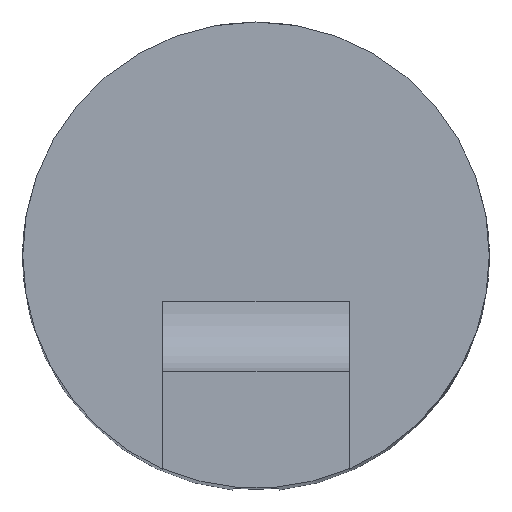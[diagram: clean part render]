
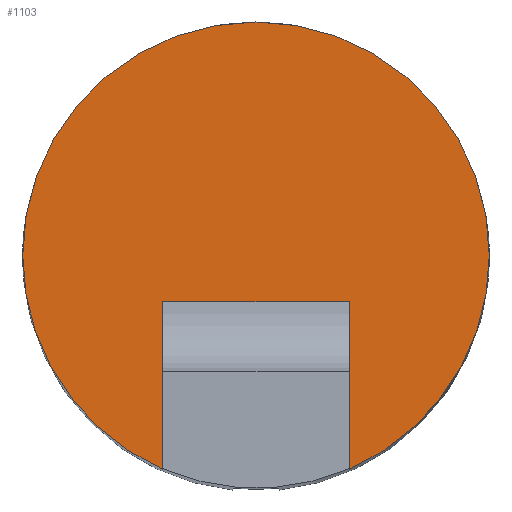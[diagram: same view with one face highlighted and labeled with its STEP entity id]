
A CAD part, top view. The second image highlights one B-rep face of the part: STEP entity #1103.
In plain terms, the highlighted planar face has unit normal (0, 0, 1).
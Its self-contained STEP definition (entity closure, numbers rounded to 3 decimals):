
#48 = CARTESIAN_POINT ( 'NONE',  ( 0.2, -0.1, 3.1 ) ) ;
#51 = CIRCLE ( 'NONE', #765, 0.5 ) ;
#64 = VERTEX_POINT ( 'NONE', #686 ) ;
#73 = AXIS2_PLACEMENT_3D ( 'NONE', #632, #120, #1051 ) ;
#97 = ORIENTED_EDGE ( 'NONE', *, *, #387, .F. ) ;
#120 = DIRECTION ( 'NONE',  ( 0., 0., -1. ) ) ;
#152 = DIRECTION ( 'NONE',  ( 0., 0., -1. ) ) ;
#189 = EDGE_CURVE ( 'NONE', #973, #1014, #732, .T. ) ;
#220 = DIRECTION ( 'NONE',  ( 0., -1., 0. ) ) ;
#252 = CIRCLE ( 'NONE', #779, 0.5 ) ;
#268 = VECTOR ( 'NONE', #220, 1000. ) ;
#272 = CARTESIAN_POINT ( 'NONE',  ( -0.2, -0.1, 3.1 ) ) ;
#297 = VECTOR ( 'NONE', #700, 1000. ) ;
#303 = VERTEX_POINT ( 'NONE', #755 ) ;
#307 = EDGE_CURVE ( 'NONE', #973, #64, #608, .T. ) ;
#316 = DIRECTION ( 'NONE',  ( 1., 0., 0. ) ) ;
#332 = DIRECTION ( 'NONE',  ( 0., 0., -1. ) ) ;
#362 = FACE_OUTER_BOUND ( 'NONE', #525, .T. ) ;
#387 = EDGE_CURVE ( 'NONE', #556, #1052, #985, .T. ) ;
#400 = EDGE_CURVE ( 'NONE', #303, #556, #51, .T. ) ;
#428 = CARTESIAN_POINT ( 'NONE',  ( 0.2, -0.25, 3.1 ) ) ;
#485 = EDGE_CURVE ( 'NONE', #1052, #64, #745, .T. ) ;
#503 = DIRECTION ( 'NONE',  ( -1., 0., 0. ) ) ;
#525 = EDGE_LOOP ( 'NONE', ( #596, #663, #774, #97, #989, #846 ) ) ;
#536 = VECTOR ( 'NONE', #316, 1000. ) ;
#545 = CARTESIAN_POINT ( 'NONE',  ( 0.2, -0.458, 3.1 ) ) ;
#556 = VERTEX_POINT ( 'NONE', #1038 ) ;
#558 = CARTESIAN_POINT ( 'NONE',  ( -0.2, -0.458, 3.1 ) ) ;
#582 = CARTESIAN_POINT ( 'NONE',  ( 0., 0., 3.1 ) ) ;
#596 = ORIENTED_EDGE ( 'NONE', *, *, #189, .F. ) ;
#608 = LINE ( 'NONE', #48, #536 ) ;
#632 = CARTESIAN_POINT ( 'NONE',  ( 0., 0., 3.1 ) ) ;
#663 = ORIENTED_EDGE ( 'NONE', *, *, #307, .T. ) ;
#672 = DIRECTION ( 'NONE',  ( -1., 0., 0. ) ) ;
#686 = CARTESIAN_POINT ( 'NONE',  ( 0.2, -0.1, 3.1 ) ) ;
#700 = DIRECTION ( 'NONE',  ( 0., 1., 0. ) ) ;
#708 = AXIS2_PLACEMENT_3D ( 'NONE', #847, #332, #1015 ) ;
#713 = CARTESIAN_POINT ( 'NONE',  ( -0.2, -0.458, 3.1 ) ) ;
#732 = LINE ( 'NONE', #558, #268 ) ;
#745 = LINE ( 'NONE', #428, #297 ) ;
#755 = CARTESIAN_POINT ( 'NONE',  ( -0.5, 0., 3.1 ) ) ;
#765 = AXIS2_PLACEMENT_3D ( 'NONE', #1107, #1101, #503 ) ;
#774 = ORIENTED_EDGE ( 'NONE', *, *, #485, .F. ) ;
#779 = AXIS2_PLACEMENT_3D ( 'NONE', #582, #152, #672 ) ;
#794 = EDGE_CURVE ( 'NONE', #1014, #303, #252, .T. ) ;
#846 = ORIENTED_EDGE ( 'NONE', *, *, #794, .F. ) ;
#847 = CARTESIAN_POINT ( 'NONE',  ( 0., 0., 3.1 ) ) ;
#973 = VERTEX_POINT ( 'NONE', #272 ) ;
#985 = CIRCLE ( 'NONE', #708, 0.5 ) ;
#989 = ORIENTED_EDGE ( 'NONE', *, *, #400, .F. ) ;
#1014 = VERTEX_POINT ( 'NONE', #713 ) ;
#1015 = DIRECTION ( 'NONE',  ( -1., 0., 0. ) ) ;
#1038 = CARTESIAN_POINT ( 'NONE',  ( 0.5, 0., 3.1 ) ) ;
#1051 = DIRECTION ( 'NONE',  ( -1., 0., 0. ) ) ;
#1052 = VERTEX_POINT ( 'NONE', #545 ) ;
#1059 = PLANE ( 'NONE',  #73 ) ;
#1101 = DIRECTION ( 'NONE',  ( 0., 0., -1. ) ) ;
#1103 = ADVANCED_FACE ( 'NONE', ( #362 ), #1059, .F. ) ;
#1107 = CARTESIAN_POINT ( 'NONE',  ( 0., 0., 3.1 ) ) ;
